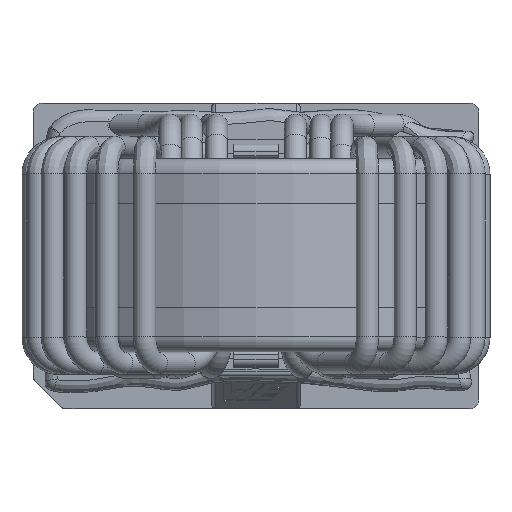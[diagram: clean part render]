
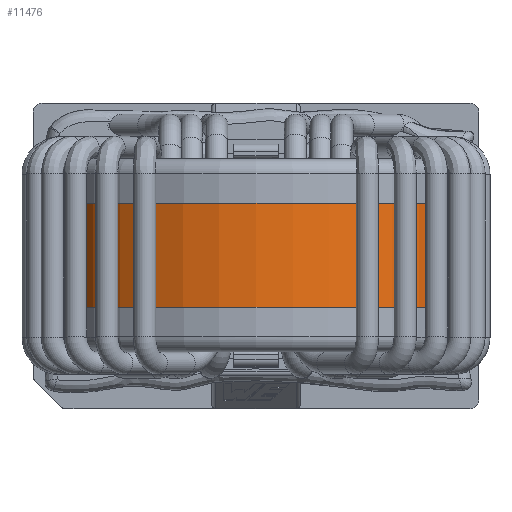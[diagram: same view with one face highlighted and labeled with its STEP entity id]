
A CAD part, top view. The second image highlights one B-rep face of the part: STEP entity #11476.
In plain terms, the highlighted cylindrical face has radius 14.31 mm (diameter 28.62 mm), a full revolution.
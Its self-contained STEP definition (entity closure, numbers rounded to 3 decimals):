
#5178=ORIENTED_EDGE('',*,*,#6667,.F.);
#5179=ORIENTED_EDGE('',*,*,#6668,.T.);
#6667=EDGE_CURVE('',#7712,#7712,#8261,.T.);
#6668=EDGE_CURVE('',#7713,#7713,#8262,.T.);
#7712=VERTEX_POINT('',#32507);
#7713=VERTEX_POINT('',#32509);
#8261=CIRCLE('',#14519,14.31);
#8262=CIRCLE('',#14520,14.31);
#9369=EDGE_LOOP('',(#5178));
#9370=EDGE_LOOP('',(#5179));
#10481=FACE_BOUND('',#9369,.T.);
#10482=FACE_BOUND('',#9370,.T.);
#10739=CYLINDRICAL_SURFACE('',#14518,14.31);
#11476=ADVANCED_FACE('',(#10481,#10482),#10739,.T.);
#14518=AXIS2_PLACEMENT_3D('',#32505,#17759,#17760);
#14519=AXIS2_PLACEMENT_3D('',#32506,#17761,#17762);
#14520=AXIS2_PLACEMENT_3D('',#32508,#17763,#17764);
#17759=DIRECTION('',(0.,-1.,0.));
#17760=DIRECTION('',(0.,0.,-1.));
#17761=DIRECTION('',(0.,1.,0.));
#17762=DIRECTION('',(1.,0.,0.));
#17763=DIRECTION('',(0.,1.,0.));
#17764=DIRECTION('',(1.,0.,0.));
#32505=CARTESIAN_POINT('',(0.,7.,0.));
#32506=CARTESIAN_POINT('',(0.,7.,0.));
#32507=CARTESIAN_POINT('',(14.31,7.,0.));
#32508=CARTESIAN_POINT('',(0.,0.,0.));
#32509=CARTESIAN_POINT('',(14.31,0.,0.));
